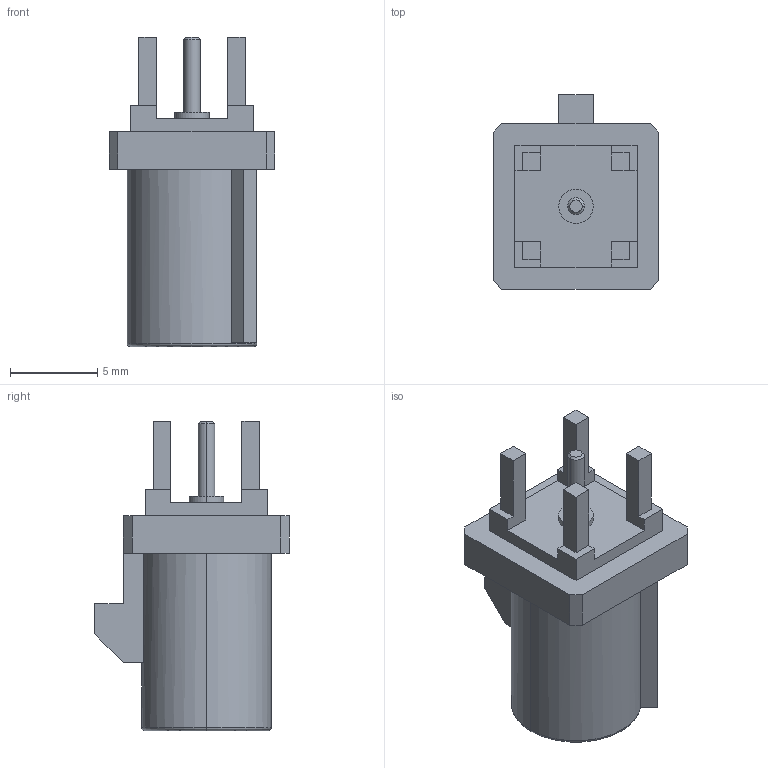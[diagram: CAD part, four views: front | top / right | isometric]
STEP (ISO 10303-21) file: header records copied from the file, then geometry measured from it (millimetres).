
FILE_DESCRIPTION (( 'STEP AP214' ), '1' );
FILE_NAME ('RFPCB-FAKRA-MS-4G-92_3D.step', '2023-03-17T15:14:09', ( '' ), ( '' ), 'SwSTEP 2.0', 'SolidWorks 2022', '' );
FILE_SCHEMA (( 'AUTOMOTIVE_DESIGN' ));
Length unit declared in the file: inch
Products named in the file (1): RFPCB-FAKRA-MS-4G-92_3D
Bounding box: 9.5 x 11.15 x 17.7 mm (x, y, z)
Volume: 521.4 mm3; surface area: 1043.1 mm2
Topology: 4 solids, 4 shells, 108 faces, 259 edges, 166 vertices
Faces by surface type: plane 66, cylinder 26, cone 10, torus 6
Entity records: 3362 total; most frequent: CARTESIAN_POINT 582, DIRECTION 545, ORIENTED_EDGE 518, EDGE_CURVE 259, LINE 183, VECTOR 183, AXIS2_PLACEMENT_3D 181, VERTEX_POINT 166
